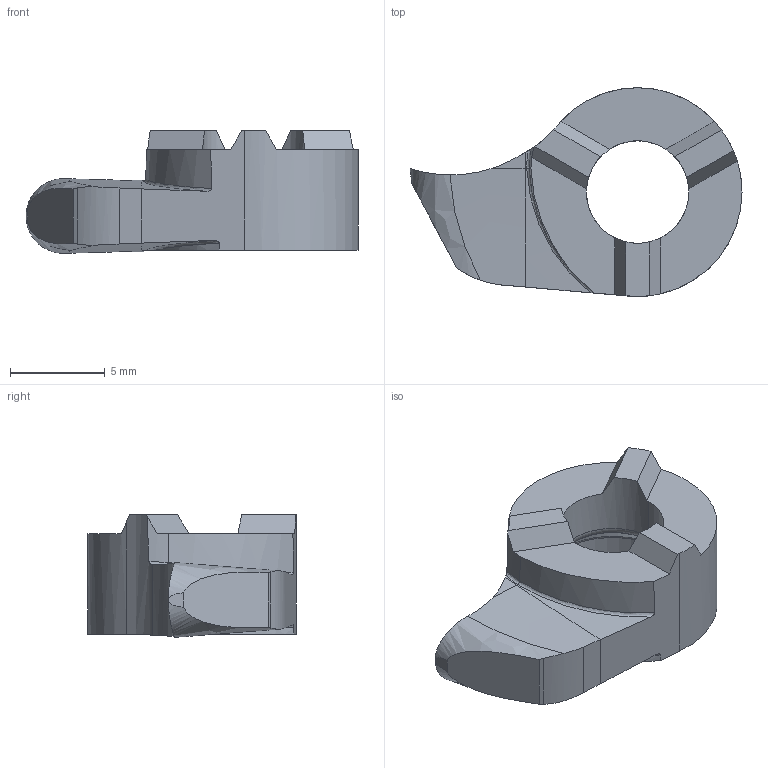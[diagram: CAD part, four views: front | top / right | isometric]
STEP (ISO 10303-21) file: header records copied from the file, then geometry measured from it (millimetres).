
FILE_DESCRIPTION(/* description */ (''),/* implementation_level */ '2;1');
FILE_NAME(/* name */ '1589365414195.stp',/* time_stamp */ '2020-05-13T15:53:48+05:00',/* author */ (''),/* organization */ ('SMS'),/* preprocessor_version */ 'ST-DEVELOPER v16.7',/* originating_system */ 'SIEMENS PLM Software NX 12.0',/* authorisation */ '');
FILE_SCHEMA (('AUTOMOTIVE_DESIGN { 1 0 10303 214 3 1 1 1 }'));
Length unit declared in the file: millimetre
Products named in the file (1): 202732876mod000_00
Bounding box: 17.5 x 11 x 6.47 mm (x, y, z)
Volume: 476.8 mm3; surface area: 596.9 mm2
Topology: 2 solids, 2 shells, 54 faces, 143 edges, 96 vertices
Faces by surface type: plane 21, bspline 16, cylinder 9, torus 6, cone 2
Entity records: 2182 total; most frequent: CARTESIAN_POINT 924, ORIENTED_EDGE 284, DIRECTION 213, EDGE_CURVE 142, VERTEX_POINT 91, AXIS2_PLACEMENT_3D 87, EDGE_LOOP 55, ADVANCED_FACE 54
